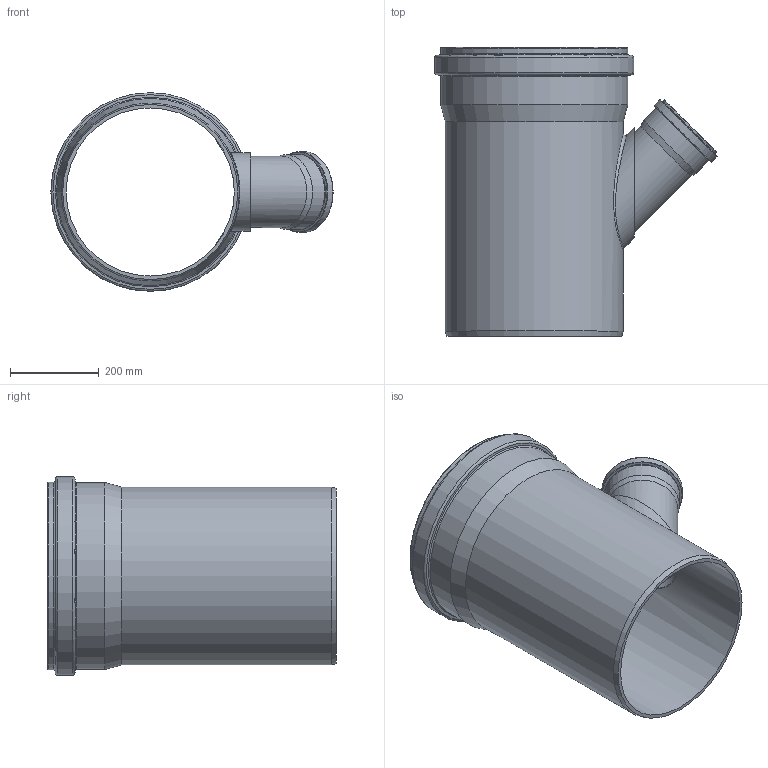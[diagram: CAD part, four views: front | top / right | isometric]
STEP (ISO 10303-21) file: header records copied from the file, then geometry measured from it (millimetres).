
FILE_DESCRIPTION(/* description */ (''),/* implementation_level */ '2;1');
FILE_NAME(/* name */ '226340 KGEA Abzweig DN_OD 400_160_45°.stp',/* time_stamp */ '2017-05-22T12:12:26+02:00',/* author */ ('user1'),/* organization */ (''),/* preprocessor_version */ 'ST-DEVELOPER v16.1',/* originating_system */ 'Autodesk Inventor 2016',/* authorisation */ '');
FILE_SCHEMA (('AUTOMOTIVE_DESIGN { 1 0 10303 214 3 1 1 }'));
Length unit declared in the file: millimetre
Products named in the file (3): 226340 KGEA Abzweig DN_OD 400_160_45°; 226340 KGEA Abzweig DN_OD 400_160_45° Abzweig; 226340 KGEA Abzweig DN_OD 400_160_45°_1
Assembly tree (2 placements, depth 2):
  226340 KGEA Abzweig DN_OD 400_160_45°_1
    226340 KGEA Abzweig DN_OD 400_160_45°
    226340 KGEA Abzweig DN_OD 400_160_45° Abzweig
Bounding box: 635 x 650 x 447.1 mm (x, y, z)
Volume: 9200193.8 mm3; surface area: 1923844.7 mm2
Topology: 2 solids, 2 shells, 60 faces, 131 edges, 81 vertices
Faces by surface type: torus 20, cylinder 19, cone 13, plane 6, bspline 2
Full cylindrical faces by diameter (mm): 152.15 x1, 160 x1, 160.15 x1, 160.75 x1, 161 x2, 167.95 x1, 168.2 x1, 174.5 x1, 176 x1, 181.7 x1, 378.35 x1, 400.35 x1, 402 x1, 402.4 x1, 421.1 x1, 421.4 x1, 429.1 x1, 447.1 x1
Entity records: 1895 total; most frequent: CARTESIAN_POINT 750, DIRECTION 251, ORIENTED_EDGE 126, AXIS2_PLACEMENT_3D 123, EDGE_LOOP 120, EDGE_CURVE 63, VERTEX_POINT 61, FACE_BOUND 60
